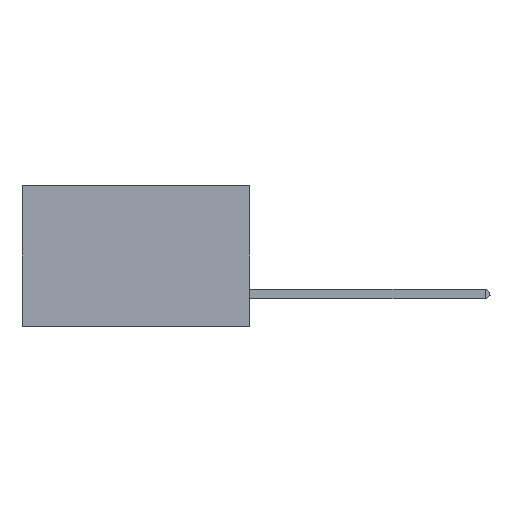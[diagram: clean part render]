
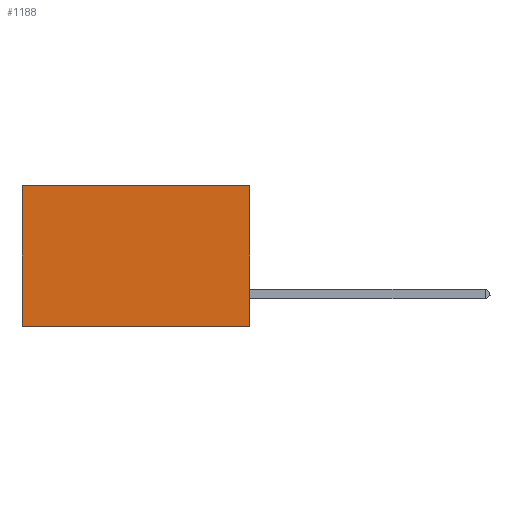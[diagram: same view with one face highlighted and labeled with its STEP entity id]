
A CAD part, left-side view. The second image highlights one B-rep face of the part: STEP entity #1188.
In plain terms, the highlighted planar face has unit normal (-1, 0, 0).
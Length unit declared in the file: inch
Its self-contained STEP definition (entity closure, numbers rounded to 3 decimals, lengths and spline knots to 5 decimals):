
#389 = DIRECTION ( 'NONE',  ( 0., 1., 0. ) ) ;
#1006 = VECTOR ( 'NONE', #16660, 39.37008 ) ;
#1188 = ADVANCED_FACE ( 'NONE', ( #11512 ), #5174, .F. ) ;
#1429 = DIRECTION ( 'NONE',  ( 0., 0., -1. ) ) ;
#1824 = VERTEX_POINT ( 'NONE', #13765 ) ;
#2683 = ORIENTED_EDGE ( 'NONE', *, *, #12674, .T. ) ;
#3214 = CARTESIAN_POINT ( 'NONE',  ( 0.2875, 0.6, 0. ) ) ;
#3355 = AXIS2_PLACEMENT_3D ( 'NONE', #18601, #8654, #6716 ) ;
#3740 = CARTESIAN_POINT ( 'NONE',  ( 0.2875, 0.6, -0.37 ) ) ;
#5118 = CARTESIAN_POINT ( 'NONE',  ( 0.2875, 0., -0.37 ) ) ;
#5174 = PLANE ( 'NONE',  #3355 ) ;
#6238 = VERTEX_POINT ( 'NONE', #6391 ) ;
#6391 = CARTESIAN_POINT ( 'NONE',  ( 0.2875, 0.6, 0. ) ) ;
#6716 = DIRECTION ( 'NONE',  ( 0., 0., -1. ) ) ;
#6952 = VERTEX_POINT ( 'NONE', #5118 ) ;
#7656 = VECTOR ( 'NONE', #1429, 39.37008 ) ;
#8150 = LINE ( 'NONE', #11341, #7656 ) ;
#8654 = DIRECTION ( 'NONE',  ( 1., 0., 0. ) ) ;
#8901 = DIRECTION ( 'NONE',  ( 0., 1., 0. ) ) ;
#8953 = CARTESIAN_POINT ( 'NONE',  ( 0.2875, 0., -0.37 ) ) ;
#9127 = EDGE_CURVE ( 'NONE', #1824, #6952, #8150, .T. ) ;
#9231 = ORIENTED_EDGE ( 'NONE', *, *, #13179, .T. ) ;
#9669 = LINE ( 'NONE', #8953, #12257 ) ;
#10557 = CARTESIAN_POINT ( 'NONE',  ( 0.2875, 0., 0. ) ) ;
#11341 = CARTESIAN_POINT ( 'NONE',  ( 0.2875, 0., 0. ) ) ;
#11512 = FACE_OUTER_BOUND ( 'NONE', #16669, .T. ) ;
#12257 = VECTOR ( 'NONE', #389, 39.37008 ) ;
#12674 = EDGE_CURVE ( 'NONE', #6238, #14753, #17356, .T. ) ;
#13179 = EDGE_CURVE ( 'NONE', #1824, #6238, #20139, .T. ) ;
#13765 = CARTESIAN_POINT ( 'NONE',  ( 0.2875, 0., 0. ) ) ;
#14753 = VERTEX_POINT ( 'NONE', #3740 ) ;
#16033 = ORIENTED_EDGE ( 'NONE', *, *, #9127, .F. ) ;
#16660 = DIRECTION ( 'NONE',  ( 0., 0., -1. ) ) ;
#16669 = EDGE_LOOP ( 'NONE', ( #2683, #18463, #16033, #9231 ) ) ;
#17315 = VECTOR ( 'NONE', #8901, 39.37008 ) ;
#17356 = LINE ( 'NONE', #3214, #1006 ) ;
#18463 = ORIENTED_EDGE ( 'NONE', *, *, #18613, .F. ) ;
#18601 = CARTESIAN_POINT ( 'NONE',  ( 0.2875, 0., 0. ) ) ;
#18613 = EDGE_CURVE ( 'NONE', #6952, #14753, #9669, .T. ) ;
#20139 = LINE ( 'NONE', #10557, #17315 ) ;
